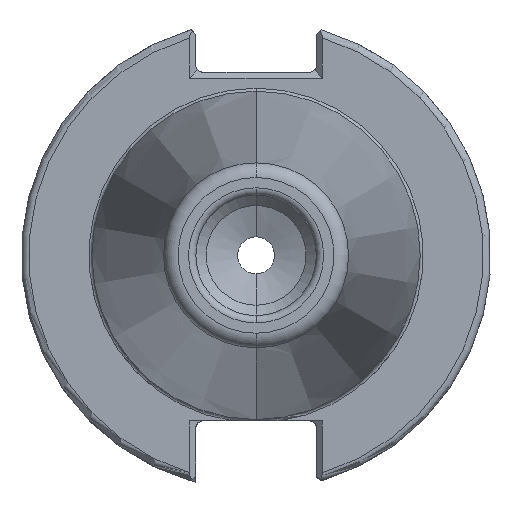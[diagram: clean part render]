
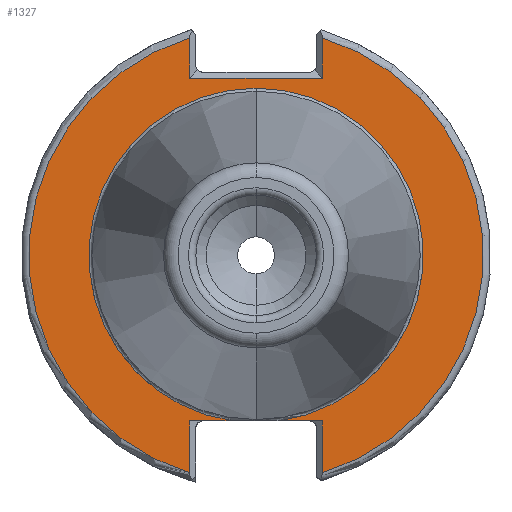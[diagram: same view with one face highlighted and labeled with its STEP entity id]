
A CAD part, left-side view. The second image highlights one B-rep face of the part: STEP entity #1327.
In plain terms, the highlighted planar face has unit normal (-1, 0, 0).
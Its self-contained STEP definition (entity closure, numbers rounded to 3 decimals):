
#4 = EDGE_CURVE ( 'NONE', #3019, #3827, #2446, .T. ) ;
#20 = VERTEX_POINT ( 'NONE', #240 ) ;
#24 = EDGE_CURVE ( 'NONE', #3100, #4006, #3269, .T. ) ;
#33 = CARTESIAN_POINT ( 'NONE',  ( -76.82, 8.99, -22.41 ) ) ;
#134 = VERTEX_POINT ( 'NONE', #3928 ) ;
#176 = VERTEX_POINT ( 'NONE', #3821 ) ;
#217 = EDGE_CURVE ( 'NONE', #134, #3065, #3037, .T. ) ;
#233 = LINE ( 'NONE', #3044, #370 ) ;
#240 = CARTESIAN_POINT ( 'NONE',  ( -76.82, 3.112, -22.41 ) ) ;
#248 = EDGE_CURVE ( 'NONE', #3065, #3100, #3711, .T. ) ;
#284 = DIRECTION ( 'NONE',  ( -1., 0., 0. ) ) ;
#286 = EDGE_CURVE ( 'NONE', #4006, #3019, #3618, .T. ) ;
#329 = DIRECTION ( 'NONE',  ( 0., 0., -1. ) ) ;
#366 = EDGE_CURVE ( 'NONE', #3827, #3853, #233, .T. ) ;
#370 = VECTOR ( 'NONE', #3034, 1000. ) ;
#491 = EDGE_CURVE ( 'NONE', #3046, #1602, #4317, .T. ) ;
#560 = DIRECTION ( 'NONE',  ( 0., 0., 1. ) ) ;
#561 = DIRECTION ( 'NONE',  ( -1., 0., 0. ) ) ;
#573 = CARTESIAN_POINT ( 'NONE',  ( -76.82, 0., 0. ) ) ;
#781 = ORIENTED_EDGE ( 'NONE', *, *, #366, .T. ) ;
#838 = EDGE_CURVE ( 'NONE', #1602, #20, #3708, .T. ) ;
#866 = CARTESIAN_POINT ( 'NONE',  ( -76.82, 0., 0. ) ) ;
#964 = CARTESIAN_POINT ( 'NONE',  ( -76.82, -8.99, -29.433 ) ) ;
#971 = DIRECTION ( 'NONE',  ( 0., 1., 0. ) ) ;
#987 = EDGE_LOOP ( 'NONE', ( #781, #1151, #1245, #1264, #1306, #1319, #1325, #1358, #1414, #1473, #1738 ) ) ;
#1111 = AXIS2_PLACEMENT_3D ( 'NONE', #573, #561, #560 ) ;
#1128 = CARTESIAN_POINT ( 'NONE',  ( -76.82, -8.99, -22.41 ) ) ;
#1149 = CARTESIAN_POINT ( 'NONE',  ( -76.82, 8.99, -29.433 ) ) ;
#1151 = ORIENTED_EDGE ( 'NONE', *, *, #1657, .T. ) ;
#1152 = DIRECTION ( 'NONE',  ( 0., 0., 1. ) ) ;
#1154 = DIRECTION ( 'NONE',  ( -1., 0., 0. ) ) ;
#1158 = CARTESIAN_POINT ( 'NONE',  ( -76.82, 0., 0. ) ) ;
#1244 = CARTESIAN_POINT ( 'NONE',  ( -76.82, -8.99, 24. ) ) ;
#1245 = ORIENTED_EDGE ( 'NONE', *, *, #491, .T. ) ;
#1264 = ORIENTED_EDGE ( 'NONE', *, *, #838, .T. ) ;
#1288 = AXIS2_PLACEMENT_3D ( 'NONE', #1158, #1154, #1152 ) ;
#1306 = ORIENTED_EDGE ( 'NONE', *, *, #3031, .F. ) ;
#1319 = ORIENTED_EDGE ( 'NONE', *, *, #3292, .F. ) ;
#1325 = ORIENTED_EDGE ( 'NONE', *, *, #217, .T. ) ;
#1327 = ADVANCED_FACE ( 'NONE', ( #3089 ), #2743, .F. ) ;
#1358 = ORIENTED_EDGE ( 'NONE', *, *, #248, .T. ) ;
#1414 = ORIENTED_EDGE ( 'NONE', *, *, #24, .T. ) ;
#1473 = ORIENTED_EDGE ( 'NONE', *, *, #286, .T. ) ;
#1502 = CIRCLE ( 'NONE', #1111, 22.625 ) ;
#1602 = VERTEX_POINT ( 'NONE', #33 ) ;
#1657 = EDGE_CURVE ( 'NONE', #3853, #3046, #2824, .T. ) ;
#1675 = CIRCLE ( 'NONE', #1288, 22.625 ) ;
#1738 = ORIENTED_EDGE ( 'NONE', *, *, #4, .T. ) ;
#1924 = DIRECTION ( 'NONE',  ( 0., -1., 0. ) ) ;
#1945 = CARTESIAN_POINT ( 'NONE',  ( -76.82, -8.19, -22.41 ) ) ;
#2110 = VECTOR ( 'NONE', #3528, 1000. ) ;
#2446 = LINE ( 'NONE', #2751, #2671 ) ;
#2467 = CARTESIAN_POINT ( 'NONE',  ( -76.82, 8.99, 0. ) ) ;
#2517 = DIRECTION ( 'NONE',  ( 0., 0., 1. ) ) ;
#2671 = VECTOR ( 'NONE', #971, 1000. ) ;
#2715 = DIRECTION ( 'NONE',  ( 1., 0., 0. ) ) ;
#2729 = DIRECTION ( 'NONE',  ( 0., 0., -1. ) ) ;
#2743 = PLANE ( 'NONE',  #4065 ) ;
#2751 = CARTESIAN_POINT ( 'NONE',  ( -76.82, 0., 24. ) ) ;
#2824 = CIRCLE ( 'NONE', #3697, 30.775 ) ;
#2886 = CARTESIAN_POINT ( 'NONE',  ( -76.82, 0., 0. ) ) ;
#3010 = CARTESIAN_POINT ( 'NONE',  ( -76.82, -8.99, 29.433 ) ) ;
#3019 = VERTEX_POINT ( 'NONE', #1244 ) ;
#3031 = EDGE_CURVE ( 'NONE', #176, #20, #1675, .T. ) ;
#3034 = DIRECTION ( 'NONE',  ( 0., 0., 1. ) ) ;
#3037 = LINE ( 'NONE', #3604, #3829 ) ;
#3044 = CARTESIAN_POINT ( 'NONE',  ( -76.82, 8.99, 30.701 ) ) ;
#3046 = VERTEX_POINT ( 'NONE', #1149 ) ;
#3065 = VERTEX_POINT ( 'NONE', #1128 ) ;
#3089 = FACE_OUTER_BOUND ( 'NONE', #987, .T. ) ;
#3100 = VERTEX_POINT ( 'NONE', #964 ) ;
#3269 = CIRCLE ( 'NONE', #3996, 30.775 ) ;
#3292 = EDGE_CURVE ( 'NONE', #134, #176, #1502, .T. ) ;
#3379 = DIRECTION ( 'NONE',  ( 0., 0., -1. ) ) ;
#3430 = CARTESIAN_POINT ( 'NONE',  ( -76.82, -8.99, 24.8 ) ) ;
#3528 = DIRECTION ( 'NONE',  ( 0., 0., -1. ) ) ;
#3550 = CARTESIAN_POINT ( 'NONE',  ( -76.82, -8.99, 0. ) ) ;
#3604 = CARTESIAN_POINT ( 'NONE',  ( -76.82, -8.19, -22.41 ) ) ;
#3618 = LINE ( 'NONE', #3430, #3765 ) ;
#3638 = DIRECTION ( 'NONE',  ( 0., -1., 0. ) ) ;
#3697 = AXIS2_PLACEMENT_3D ( 'NONE', #866, #284, #329 ) ;
#3699 = VECTOR ( 'NONE', #1924, 1000. ) ;
#3708 = LINE ( 'NONE', #1945, #3699 ) ;
#3711 = LINE ( 'NONE', #3550, #2110 ) ;
#3765 = VECTOR ( 'NONE', #3379, 1000. ) ;
#3821 = CARTESIAN_POINT ( 'NONE',  ( -76.82, 0., 22.625 ) ) ;
#3827 = VERTEX_POINT ( 'NONE', #4008 ) ;
#3829 = VECTOR ( 'NONE', #3638, 1000. ) ;
#3853 = VERTEX_POINT ( 'NONE', #3971 ) ;
#3928 = CARTESIAN_POINT ( 'NONE',  ( -76.82, -3.112, -22.41 ) ) ;
#3971 = CARTESIAN_POINT ( 'NONE',  ( -76.82, 8.99, 29.433 ) ) ;
#3996 = AXIS2_PLACEMENT_3D ( 'NONE', #4426, #4419, #4415 ) ;
#4006 = VERTEX_POINT ( 'NONE', #3010 ) ;
#4008 = CARTESIAN_POINT ( 'NONE',  ( -76.82, 8.99, 24. ) ) ;
#4065 = AXIS2_PLACEMENT_3D ( 'NONE', #2886, #2715, #2729 ) ;
#4317 = LINE ( 'NONE', #2467, #4349 ) ;
#4349 = VECTOR ( 'NONE', #2517, 1000. ) ;
#4415 = DIRECTION ( 'NONE',  ( 0., 0., -1. ) ) ;
#4419 = DIRECTION ( 'NONE',  ( -1., 0., 0. ) ) ;
#4426 = CARTESIAN_POINT ( 'NONE',  ( -76.82, 0., 0. ) ) ;
